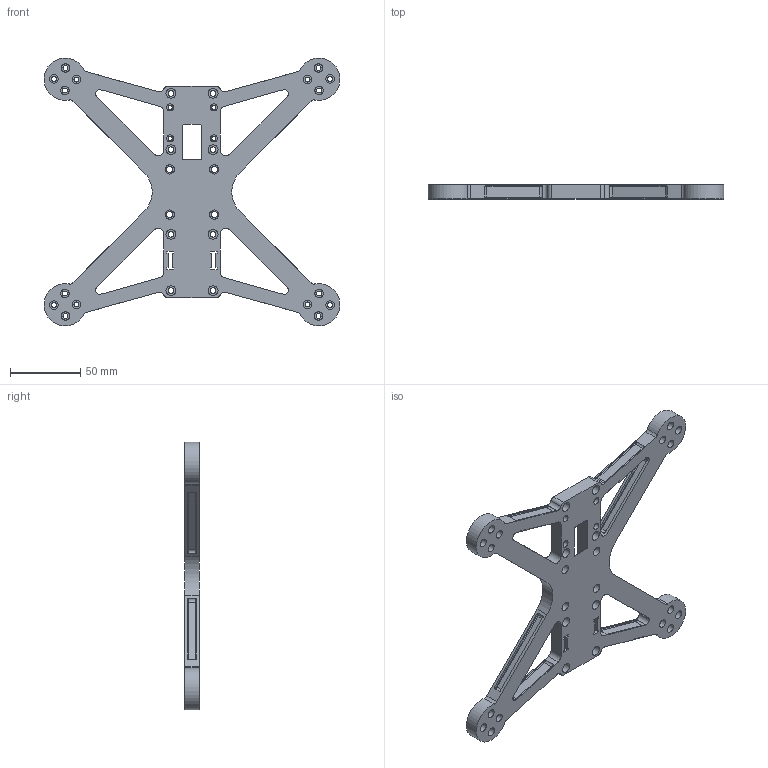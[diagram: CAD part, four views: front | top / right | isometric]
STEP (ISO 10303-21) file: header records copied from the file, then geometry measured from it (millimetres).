
FILE_DESCRIPTION(/* description */ (''),/* implementation_level */ '2;1');
FILE_NAME(/* name */ 'Drone Frame Mrk 3.stp',/* time_stamp */ '2025-07-28T00:07:26+10:00',/* author */ ('User'),/* organization */ (''),/* preprocessor_version */ 'ST-DEVELOPER v20.1',/* originating_system */ 'Autodesk Inventor 2026',/* authorisation */ '');
FILE_SCHEMA (('AUTOMOTIVE_DESIGN { 1 0 10303 214 3 1 1 }'));
Length unit declared in the file: millimetre
Products named in the file (1): Drone Frame Mrk 3
Bounding box: 209.94 x 10 x 189.93 mm (x, y, z)
Volume: 141711 mm3; surface area: 55237.7 mm2
Topology: 1 solids, 1 shells, 380 faces, 950 edges, 612 vertices
Faces by surface type: cylinder 180, plane 136, torus 64
Full cylindrical faces by diameter (mm): 3 x4, 3.5 x16, 4 x8, 4.5 x4, 5 x4, 6 x16, 6.5 x4, 7 x8
Entity records: 12050 total; most frequent: CARTESIAN_POINT 2423, DIRECTION 2128, ORIENTED_EDGE 1900, EDGE_CURVE 950, AXIS2_PLACEMENT_3D 845, VERTEX_POINT 612, EDGE_LOOP 498, CIRCLE 464
